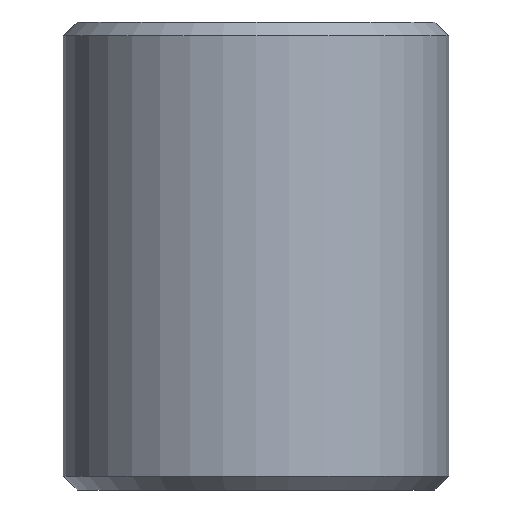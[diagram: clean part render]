
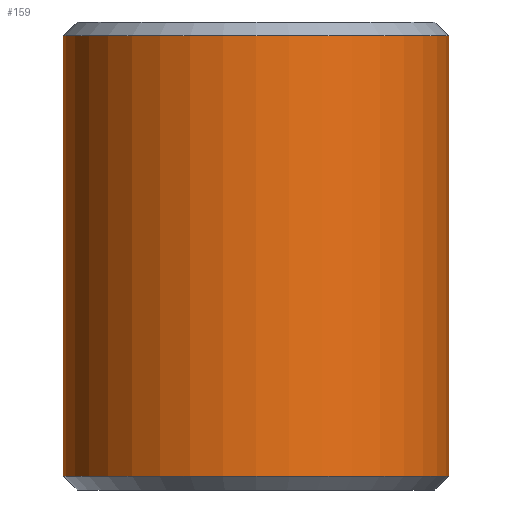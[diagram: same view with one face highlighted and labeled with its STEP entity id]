
A CAD part, front view. The second image highlights one B-rep face of the part: STEP entity #159.
In plain terms, the highlighted cylindrical face has radius 7 mm (diameter 14 mm), a partial arc.
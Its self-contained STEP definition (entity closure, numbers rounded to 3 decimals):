
#159=ADVANCED_FACE('',(#322),#323,.T.);
#322=FACE_OUTER_BOUND('',#488,.T.);
#323=CYLINDRICAL_SURFACE('',#489,7.0);
#488=EDGE_LOOP('',(#4118,#4119,#4120,#4121));
#489=AXIS2_PLACEMENT_3D('',#4122,#4123,#4124);
#4118=ORIENTED_EDGE('',*,*,#4451,.T.);
#4119=ORIENTED_EDGE('',*,*,#4462,.F.);
#4120=ORIENTED_EDGE('',*,*,#4453,.T.);
#4121=ORIENTED_EDGE('',*,*,#4459,.T.);
#4122=CARTESIAN_POINT('',(0.0,0.0,8.5));
#4123=DIRECTION('',(0.0,0.0,1.0));
#4124=DIRECTION('',(1.0,0.0,0.0));
#4451=EDGE_CURVE('',#4753,#4744,#4754,.T.);
#4453=EDGE_CURVE('',#4747,#4755,#4757,.T.);
#4459=EDGE_CURVE('',#4755,#4753,#4765,.T.);
#4462=EDGE_CURVE('',#4747,#4744,#4768,.T.);
#4744=VERTEX_POINT('',#86067);
#4747=VERTEX_POINT('',#86071);
#4753=VERTEX_POINT('',#86078);
#4754=LINE('',#86079,#86080);
#4755=VERTEX_POINT('',#86081);
#4757=LINE('',#86083,#86084);
#4765=CIRCLE('',#86094,7.0);
#4768=CIRCLE('',#86097,7.0);
#86067=CARTESIAN_POINT('',(7.0,0.0,16.5));
#86071=CARTESIAN_POINT('',(-7.0,0.,16.5));
#86078=CARTESIAN_POINT('',(7.0,0.0,0.5));
#86079=CARTESIAN_POINT('',(7.0,0.,8.5));
#86080=VECTOR('',#92139,1.0);
#86081=CARTESIAN_POINT('',(-7.0,0.,0.5));
#86083=CARTESIAN_POINT('',(-7.0,0.,8.5));
#86084=VECTOR('',#92143,1.0);
#86094=AXIS2_PLACEMENT_3D('',#92149,#92150,#92151);
#86097=AXIS2_PLACEMENT_3D('',#92155,#92156,#92157);
#92139=DIRECTION('',(0.0,0.0,1.0));
#92143=DIRECTION('',(-0.0,-0.0,-1.0));
#92149=CARTESIAN_POINT('',(0.0,0.0,0.5));
#92150=DIRECTION('',(0.0,0.0,1.0));
#92151=DIRECTION('',(1.0,0.0,0.0));
#92155=CARTESIAN_POINT('',(0.0,0.0,16.5));
#92156=DIRECTION('',(0.0,0.0,1.0));
#92157=DIRECTION('',(1.0,0.0,0.0));
